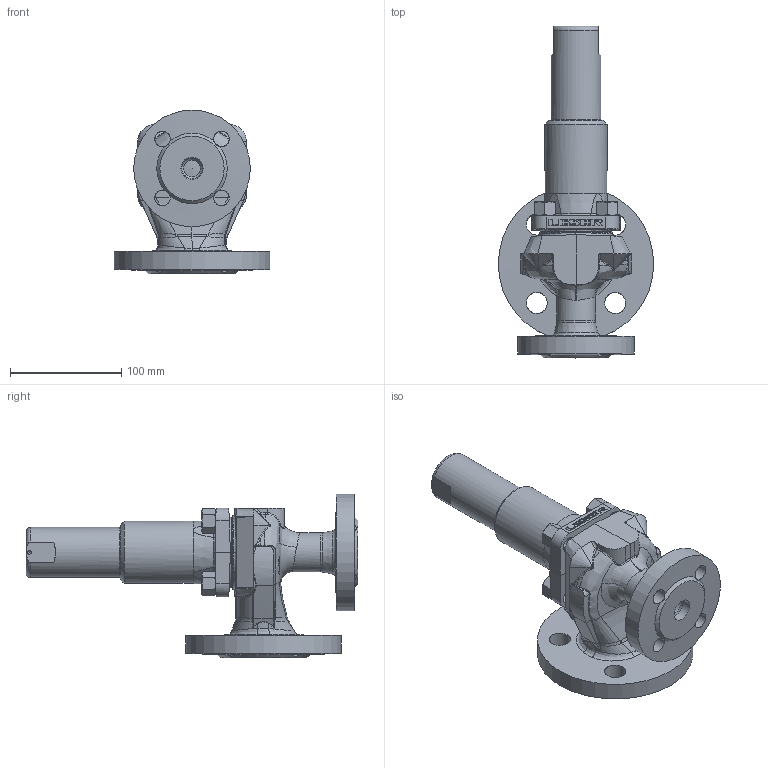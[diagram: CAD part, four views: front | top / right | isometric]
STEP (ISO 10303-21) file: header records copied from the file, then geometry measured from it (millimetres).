
FILE_DESCRIPTION(/* description */ (''),/* implementation_level */ '2;1');
FILE_NAME(/* name */ 'AT4539-441_106397.step',/* time_stamp */ '2025-08-06T16:15:38+02:00',/* author */ (''),/* organization */ (''),/* preprocessor_version */ 'ST-DEVELOPER v20.1',/* originating_system */ 'Autodesk Translation Framework v14.10.0.0',/* authorisation */ '');
FILE_SCHEMA (('AUTOMOTIVE_DESIGN { 1 0 10303 214 3 1 1 }'));
Products named in the file (5): 441-DN20X32-H2_PN40PN40_ASM; 108-8409-04-B01; 141-0109-06-B01; 151-2709-17-B01; M12_DIN934
Assembly tree (7 placements, depth 2):
  441-DN20X32-H2_PN40PN40_ASM
    108-8409-04-B01
    141-0109-06-B01
    M12_DIN934  x4
    151-2709-17-B01
Bounding box: 140 x 299 x 147.5 mm (x, y, z)
Volume: 829988.7 mm3; surface area: 194258.7 mm2
Topology: 7 solids, 7 shells, 585 faces, 1481 edges, 910 vertices
Faces by surface type: bspline 220, plane 160, cylinder 111, cone 77, sphere 10, torus 7
Full cylindrical faces by diameter (mm): 3.15 x2, 12 x8, 14 x8, 15 x1, 18.5 x1, 19 x4, 20 x1, 22 x1, 31 x1, 32 x1, 33 x1, 33.5 x1, 35 x1, 36 x1, 45 x1, 46 x1, 48 x1, 54 x1, 56 x1, 60 x2, 105 x1, 140 x1
Entity records: 43358 total; most frequent: CARTESIAN_POINT 32602, ORIENTED_EDGE 2580, DIRECTION 1733, EDGE_CURVE 1290, VERTEX_POINT 796, AXIS2_PLACEMENT_3D 687, EDGE_LOOP 540, B_SPLINE_CURVE_WITH_KNOTS 508
